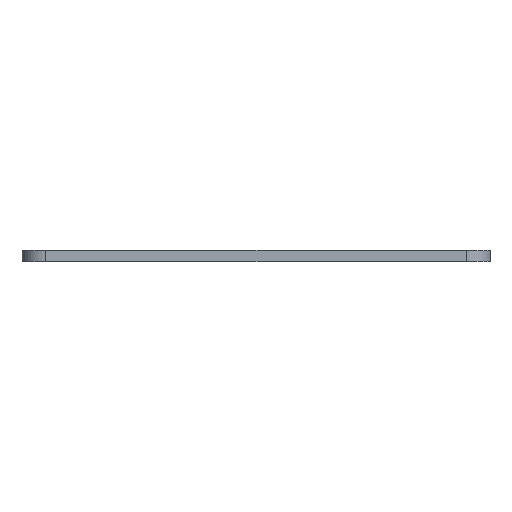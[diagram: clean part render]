
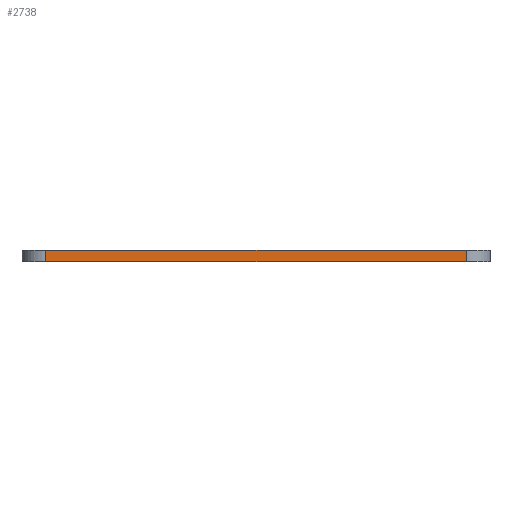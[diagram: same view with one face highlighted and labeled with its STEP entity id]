
A CAD part, left-side view. The second image highlights one B-rep face of the part: STEP entity #2738.
In plain terms, the highlighted planar face has unit normal (-1, 0, 0).
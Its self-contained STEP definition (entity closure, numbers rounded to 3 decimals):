
#219=PLANE('',#3021);
#280=FACE_OUTER_BOUND('',#507,.T.);
#507=EDGE_LOOP('',(#2133,#2134,#2135,#2136));
#733=LINE('',#4241,#897);
#755=LINE('',#4418,#919);
#756=LINE('',#4421,#920);
#757=LINE('',#4422,#921);
#897=VECTOR('',#3441,10.);
#919=VECTOR('',#3603,10.);
#920=VECTOR('',#3606,10.);
#921=VECTOR('',#3607,10.);
#1308=VERTEX_POINT('',#4238);
#1309=VERTEX_POINT('',#4240);
#1393=VERTEX_POINT('',#4414);
#1395=VERTEX_POINT('',#4420);
#1593=EDGE_CURVE('',#1308,#1309,#733,.T.);
#1682=EDGE_CURVE('',#1309,#1393,#755,.T.);
#1683=EDGE_CURVE('',#1395,#1308,#756,.T.);
#1684=EDGE_CURVE('',#1395,#1393,#757,.T.);
#2133=ORIENTED_EDGE('',*,*,#1682,.F.);
#2134=ORIENTED_EDGE('',*,*,#1593,.F.);
#2135=ORIENTED_EDGE('',*,*,#1683,.F.);
#2136=ORIENTED_EDGE('',*,*,#1684,.T.);
#2738=ADVANCED_FACE('',(#280),#219,.T.);
#3021=AXIS2_PLACEMENT_3D('',#4419,#3604,#3605);
#3441=DIRECTION('',(0.,1.,0.));
#3603=DIRECTION('',(0.,0.,1.));
#3604=DIRECTION('center_axis',(-1.,0.,0.));
#3605=DIRECTION('ref_axis',(0.,-1.,0.));
#3606=DIRECTION('',(0.,0.,-1.));
#3607=DIRECTION('',(0.,1.,0.));
#4238=CARTESIAN_POINT('',(-195.572,-175.572,13.3));
#4240=CARTESIAN_POINT('',(-195.572,175.572,13.3));
#4241=CARTESIAN_POINT('',(-195.572,-195.572,13.3));
#4414=CARTESIAN_POINT('',(-195.572,175.572,23.3));
#4418=CARTESIAN_POINT('',(-195.572,175.572,13.3));
#4419=CARTESIAN_POINT('Origin',(-195.572,195.572,13.3));
#4420=CARTESIAN_POINT('',(-195.572,-175.572,23.3));
#4421=CARTESIAN_POINT('',(-195.572,-175.572,13.3));
#4422=CARTESIAN_POINT('',(-195.572,97.786,23.3));
